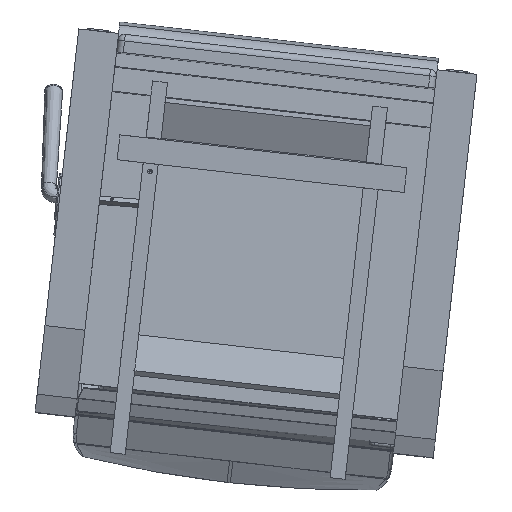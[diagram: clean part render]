
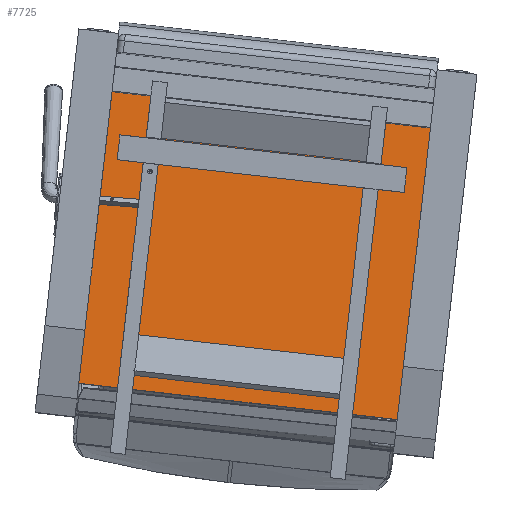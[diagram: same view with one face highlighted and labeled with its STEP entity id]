
A CAD part, front view. The second image highlights one B-rep face of the part: STEP entity #7725.
In plain terms, the highlighted face is planar.
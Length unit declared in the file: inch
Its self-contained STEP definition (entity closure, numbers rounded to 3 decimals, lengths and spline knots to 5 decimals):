
#470=LINE('',#12212,#1044);
#471=LINE('',#12215,#1045);
#472=LINE('',#12217,#1046);
#473=LINE('',#12218,#1047);
#1044=VECTOR('',#9696,0.3937);
#1045=VECTOR('',#9699,0.3937);
#1046=VECTOR('',#9700,0.3937);
#1047=VECTOR('',#9701,0.3937);
#1612=PLANE('',#8599);
#1867=FACE_OUTER_BOUND('',#2378,.T.);
#2378=EDGE_LOOP('',(#5349,#5350,#5351,#5352));
#3401=VERTEX_POINT('',#12208);
#3402=VERTEX_POINT('',#12210);
#3403=VERTEX_POINT('',#12214);
#3404=VERTEX_POINT('',#12216);
#4146=EDGE_CURVE('',#3401,#3402,#470,.T.);
#4147=EDGE_CURVE('',#3403,#3401,#471,.T.);
#4148=EDGE_CURVE('',#3404,#3402,#472,.T.);
#4149=EDGE_CURVE('',#3403,#3404,#473,.T.);
#5349=ORIENTED_EDGE('',*,*,#4147,.T.);
#5350=ORIENTED_EDGE('',*,*,#4146,.T.);
#5351=ORIENTED_EDGE('',*,*,#4148,.F.);
#5352=ORIENTED_EDGE('',*,*,#4149,.F.);
#7725=ADVANCED_FACE('',(#1867),#1612,.T.);
#8599=AXIS2_PLACEMENT_3D('',#12213,#9697,#9698);
#9696=DIRECTION('',(1.,0.,0.));
#9697=DIRECTION('center_axis',(0.,-1.,0.));
#9698=DIRECTION('ref_axis',(0.,0.,-1.));
#9699=DIRECTION('',(0.,0.,-1.));
#9700=DIRECTION('',(0.,0.,-1.));
#9701=DIRECTION('',(1.,0.,0.));
#12208=CARTESIAN_POINT('',(0.,0.,0.));
#12210=CARTESIAN_POINT('',(24.,0.,0.));
#12212=CARTESIAN_POINT('',(0.,0.,0.));
#12213=CARTESIAN_POINT('Origin',(0.,0.,22.));
#12214=CARTESIAN_POINT('',(0.,0.,22.));
#12215=CARTESIAN_POINT('',(0.,0.,22.));
#12216=CARTESIAN_POINT('',(24.,0.,22.));
#12217=CARTESIAN_POINT('',(24.,0.,22.));
#12218=CARTESIAN_POINT('',(0.,0.,22.));
